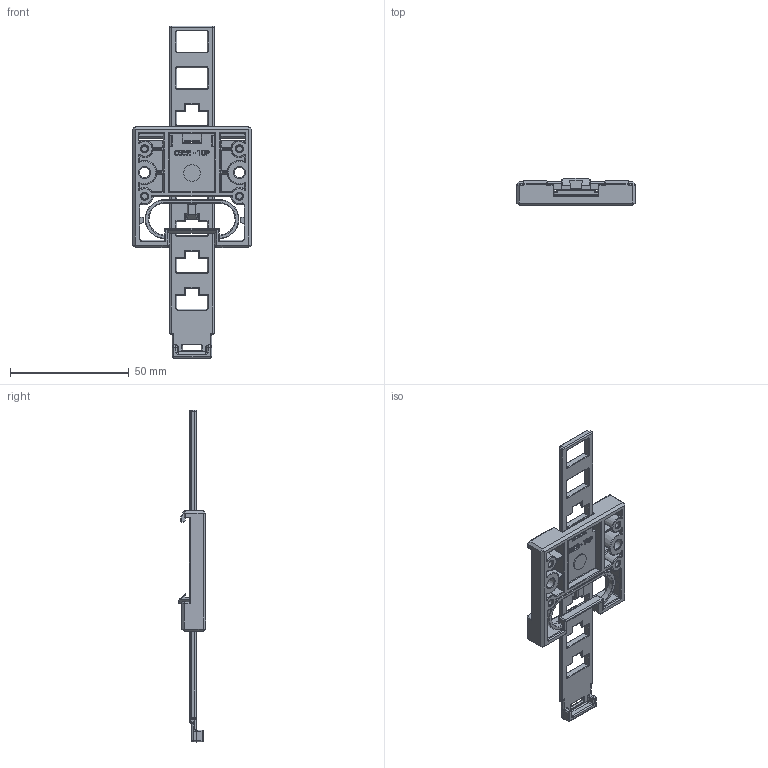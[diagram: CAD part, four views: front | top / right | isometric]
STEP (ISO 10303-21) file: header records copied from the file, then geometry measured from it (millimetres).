
FILE_DESCRIPTION(/* description */ (''),/* implementation_level */ '2;1');
FILE_NAME(/* name */ '0314000009 - Hutschienenbefestigung.stp',/* time_stamp */ '2021-01-19T08:11:25+01:00',/* author */ ('alexander.rose'),/* organization */ (''),/* preprocessor_version */ 'ST-DEVELOPER v17.2',/* originating_system */ 'Autodesk Inventor 2019',/* authorisation */ '');
FILE_SCHEMA (('AUTOMOTIVE_DESIGN { 1 0 10303 214 3 1 1 }'));
Length unit declared in the file: millimetre
Products named in the file (3): Zusammenbau; Befestigung; Lösemechanismus
Assembly tree (2 placements, depth 2):
  Zusammenbau
    Befestigung
    Lösemechanismus
Bounding box: 50.03 x 11.5 x 140.04 mm (x, y, z)
Volume: 12406 mm3; surface area: 14332.2 mm2
Topology: 2 solids, 2 shells, 1218 faces, 2926 edges, 1673 vertices
Faces by surface type: cylinder 422, plane 390, bspline 255, sphere 79, torus 40, cone 32
Entity records: 39690 total; most frequent: CARTESIAN_POINT 12261, ORIENTED_EDGE 5734, DIRECTION 5636, EDGE_CURVE 2867, AXIS2_PLACEMENT_3D 2078, VERTEX_POINT 1673, LINE 1480, VECTOR 1480
